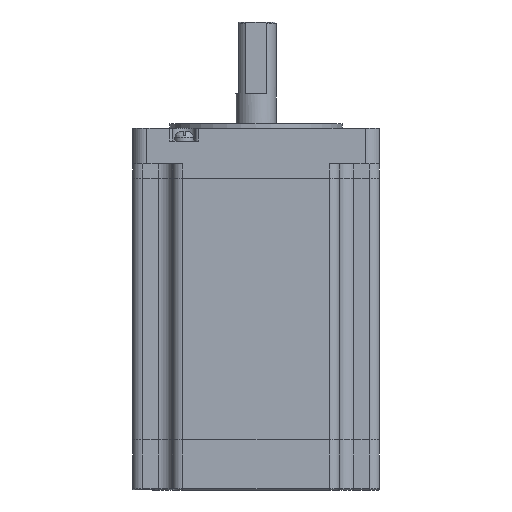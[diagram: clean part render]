
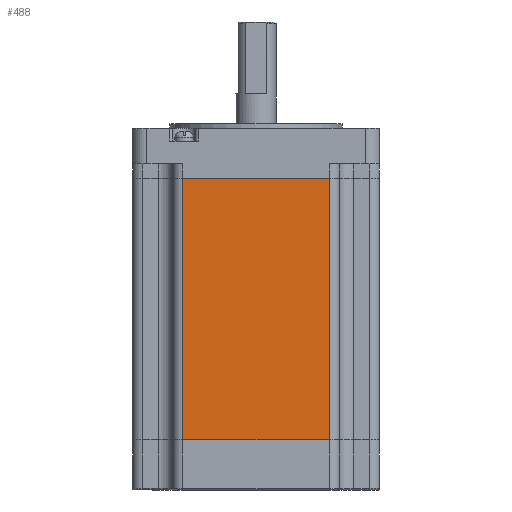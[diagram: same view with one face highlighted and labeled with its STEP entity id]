
A CAD part, left-side view. The second image highlights one B-rep face of the part: STEP entity #488.
In plain terms, the highlighted planar face has unit normal (-1, 0, 0).
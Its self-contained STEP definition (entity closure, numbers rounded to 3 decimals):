
#488 = ADVANCED_FACE( '', ( #1114 ), #1115, .F. );
#1114 = FACE_OUTER_BOUND( '', #1950, .T. );
#1115 = PLANE( '', #1951 );
#1950 = EDGE_LOOP( '', ( #3261, #3262, #3263, #3264 ) );
#1951 = AXIS2_PLACEMENT_3D( '', #3265, #3266, #3267 );
#3261 = ORIENTED_EDGE( '', *, *, #5003, .T. );
#3262 = ORIENTED_EDGE( '', *, *, #5145, .F. );
#3263 = ORIENTED_EDGE( '', *, *, #5146, .F. );
#3264 = ORIENTED_EDGE( '', *, *, #5147, .T. );
#3265 = CARTESIAN_POINT( '', ( -43., 25.5, 31. ) );
#3266 = DIRECTION( '', ( 1., 0., 0. ) );
#3267 = DIRECTION( '', ( 0., 1., 0. ) );
#5003 = EDGE_CURVE( '', #6025, #6023, #6026, .T. );
#5145 = EDGE_CURVE( '', #6250, #6023, #6251, .T. );
#5146 = EDGE_CURVE( '', #6252, #6250, #6253, .T. );
#5147 = EDGE_CURVE( '', #6252, #6025, #6254, .T. );
#6023 = VERTEX_POINT( '', #7542 );
#6025 = VERTEX_POINT( '', #7544 );
#6026 = LINE( '', #7545, #7546 );
#6250 = VERTEX_POINT( '', #7871 );
#6251 = LINE( '', #7872, #7873 );
#6252 = VERTEX_POINT( '', #7874 );
#6253 = LINE( '', #7875, #7876 );
#6254 = LINE( '', #7877, #7878 );
#7542 = CARTESIAN_POINT( '', ( -43., -25.5, 0. ) );
#7544 = CARTESIAN_POINT( '', ( -43., 25.5, 0. ) );
#7545 = CARTESIAN_POINT( '', ( -43., 25.5, 0. ) );
#7546 = VECTOR( '', #9203, 1000. );
#7871 = CARTESIAN_POINT( '', ( -43., -25.5, 91. ) );
#7872 = CARTESIAN_POINT( '', ( -43., -25.5, 31. ) );
#7873 = VECTOR( '', #9381, 1000. );
#7874 = CARTESIAN_POINT( '', ( -43., 25.5, 91. ) );
#7875 = CARTESIAN_POINT( '', ( -43., 25.5, 91. ) );
#7876 = VECTOR( '', #9382, 1000. );
#7877 = CARTESIAN_POINT( '', ( -43., 25.5, 31. ) );
#7878 = VECTOR( '', #9383, 1000. );
#9203 = DIRECTION( '', ( 0., -1., 0. ) );
#9381 = DIRECTION( '', ( 0., 0., -1. ) );
#9382 = DIRECTION( '', ( 0., -1., 0. ) );
#9383 = DIRECTION( '', ( 0., 0., -1. ) );
